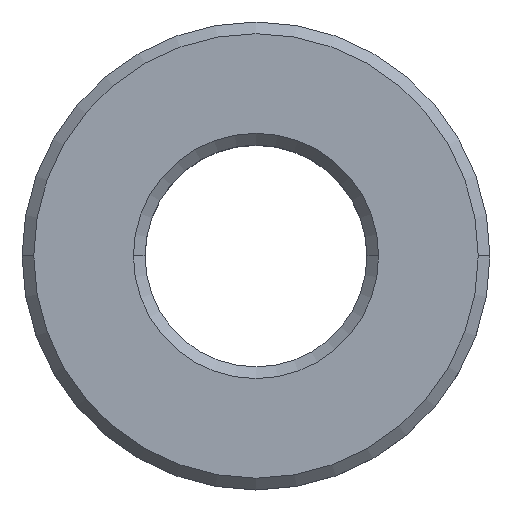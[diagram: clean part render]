
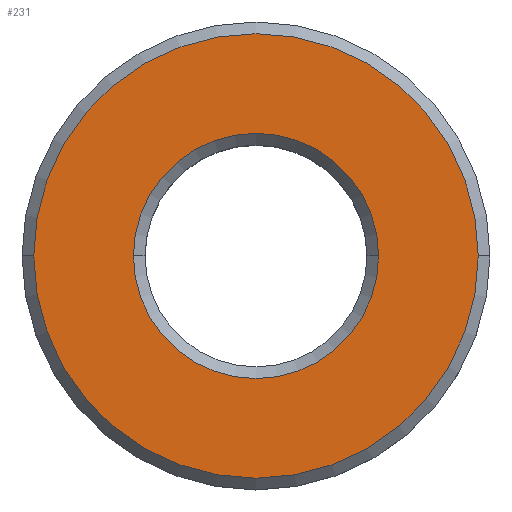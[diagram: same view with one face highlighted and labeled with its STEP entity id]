
A CAD part, top view. The second image highlights one B-rep face of the part: STEP entity #231.
In plain terms, the highlighted planar face has unit normal (0, 0, 1).
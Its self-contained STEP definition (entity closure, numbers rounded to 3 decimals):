
#3 = CARTESIAN_POINT ( 'NONE',  ( 2.62, 0., 1.4 ) ) ;
#17 = EDGE_CURVE ( 'NONE', #320, #292, #494, .T. ) ;
#46 = DIRECTION ( 'NONE',  ( 0., 0., 1. ) ) ;
#49 = CARTESIAN_POINT ( 'NONE',  ( 0., 0., 1.4 ) ) ;
#53 = PLANE ( 'NONE',  #517 ) ;
#54 = DIRECTION ( 'NONE',  ( 1., 0., 0. ) ) ;
#72 = CIRCLE ( 'NONE', #259, 4.75 ) ;
#86 = VERTEX_POINT ( 'NONE', #3 ) ;
#125 = CIRCLE ( 'NONE', #175, 2.62 ) ;
#135 = CARTESIAN_POINT ( 'NONE',  ( -4.75, 0., 1.4 ) ) ;
#136 = ORIENTED_EDGE ( 'NONE', *, *, #17, .T. ) ;
#137 = CARTESIAN_POINT ( 'NONE',  ( 0., 0., 1.4 ) ) ;
#138 = DIRECTION ( 'NONE',  ( 0., 0., -1. ) ) ;
#139 = DIRECTION ( 'NONE',  ( 1., 0., 0. ) ) ;
#145 = CARTESIAN_POINT ( 'NONE',  ( 4.75, 0., 1.4 ) ) ;
#148 = CIRCLE ( 'NONE', #555, 2.62 ) ;
#175 = AXIS2_PLACEMENT_3D ( 'NONE', #137, #138, #139 ) ;
#226 = CARTESIAN_POINT ( 'NONE',  ( 0., 0., 1.4 ) ) ;
#227 = DIRECTION ( 'NONE',  ( 0., 0., 1. ) ) ;
#228 = DIRECTION ( 'NONE',  ( 1., 0., 0. ) ) ;
#230 = ORIENTED_EDGE ( 'NONE', *, *, #286, .T. ) ;
#231 = ADVANCED_FACE ( 'NONE', ( #347, #390 ), #53, .T. ) ;
#245 = ORIENTED_EDGE ( 'NONE', *, *, #534, .T. ) ;
#259 = AXIS2_PLACEMENT_3D ( 'NONE', #226, #227, #228 ) ;
#286 = EDGE_CURVE ( 'NONE', #558, #86, #125, .T. ) ;
#292 = VERTEX_POINT ( 'NONE', #135 ) ;
#320 = VERTEX_POINT ( 'NONE', #145 ) ;
#347 = FACE_OUTER_BOUND ( 'NONE', #533, .T. ) ;
#354 = EDGE_LOOP ( 'NONE', ( #245, #230 ) ) ;
#372 = CARTESIAN_POINT ( 'NONE',  ( 0., 0., 1.4 ) ) ;
#373 = DIRECTION ( 'NONE',  ( 0., 0., -1. ) ) ;
#374 = DIRECTION ( 'NONE',  ( 1., 0., 0. ) ) ;
#388 = CARTESIAN_POINT ( 'NONE',  ( 0., 0., 1.4 ) ) ;
#389 = AXIS2_PLACEMENT_3D ( 'NONE', #388, #394, #400 ) ;
#390 = FACE_BOUND ( 'NONE', #354, .T. ) ;
#394 = DIRECTION ( 'NONE',  ( 0., 0., 1. ) ) ;
#396 = CARTESIAN_POINT ( 'NONE',  ( -2.62, 0., 1.4 ) ) ;
#400 = DIRECTION ( 'NONE',  ( 1., 0., 0. ) ) ;
#409 = EDGE_CURVE ( 'NONE', #292, #320, #72, .T. ) ;
#494 = CIRCLE ( 'NONE', #389, 4.75 ) ;
#517 = AXIS2_PLACEMENT_3D ( 'NONE', #49, #46, #54 ) ;
#533 = EDGE_LOOP ( 'NONE', ( #547, #136 ) ) ;
#534 = EDGE_CURVE ( 'NONE', #86, #558, #148, .T. ) ;
#547 = ORIENTED_EDGE ( 'NONE', *, *, #409, .T. ) ;
#555 = AXIS2_PLACEMENT_3D ( 'NONE', #372, #373, #374 ) ;
#558 = VERTEX_POINT ( 'NONE', #396 ) ;
